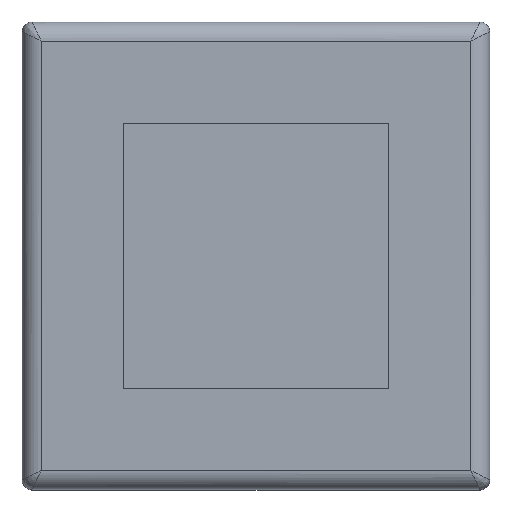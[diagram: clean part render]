
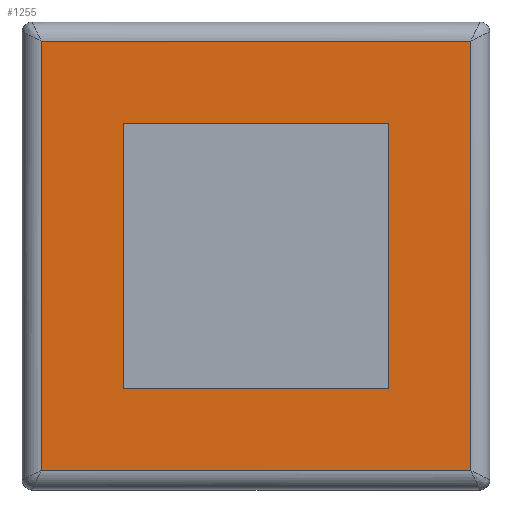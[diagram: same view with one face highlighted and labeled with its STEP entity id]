
A CAD part, top view. The second image highlights one B-rep face of the part: STEP entity #1255.
In plain terms, the highlighted planar face has unit normal (0, 0, 1).
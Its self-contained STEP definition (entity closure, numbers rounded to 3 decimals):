
#15=FACE_BOUND('',#161,.T.);
#86=FACE_OUTER_BOUND('',#160,.T.);
#160=EDGE_LOOP('',(#879,#880,#881,#882));
#161=EDGE_LOOP('',(#883,#884,#885,#886));
#224=LINE('',#1802,#373);
#227=LINE('',#1807,#376);
#229=LINE('',#1811,#378);
#231=LINE('',#1814,#380);
#232=LINE('',#1940,#381);
#235=LINE('',#1944,#384);
#237=LINE('',#1947,#386);
#239=LINE('',#1950,#388);
#373=VECTOR('',#1440,10.);
#376=VECTOR('',#1445,10.);
#378=VECTOR('',#1449,10.);
#380=VECTOR('',#1453,10.);
#381=VECTOR('',#1480,10.);
#384=VECTOR('',#1485,10.);
#386=VECTOR('',#1489,10.);
#388=VECTOR('',#1493,10.);
#522=VERTEX_POINT('',#1800);
#523=VERTEX_POINT('',#1801);
#524=VERTEX_POINT('',#1806);
#525=VERTEX_POINT('',#1810);
#528=VERTEX_POINT('',#1843);
#531=VERTEX_POINT('',#1874);
#534=VERTEX_POINT('',#1905);
#537=VERTEX_POINT('',#1936);
#636=EDGE_CURVE('',#522,#523,#224,.T.);
#639=EDGE_CURVE('',#524,#522,#227,.T.);
#641=EDGE_CURVE('',#525,#524,#229,.T.);
#643=EDGE_CURVE('',#523,#525,#231,.T.);
#656=EDGE_CURVE('',#528,#537,#232,.T.);
#659=EDGE_CURVE('',#537,#534,#235,.T.);
#661=EDGE_CURVE('',#534,#531,#237,.T.);
#663=EDGE_CURVE('',#531,#528,#239,.T.);
#879=ORIENTED_EDGE('',*,*,#656,.F.);
#880=ORIENTED_EDGE('',*,*,#663,.F.);
#881=ORIENTED_EDGE('',*,*,#661,.F.);
#882=ORIENTED_EDGE('',*,*,#659,.F.);
#883=ORIENTED_EDGE('',*,*,#636,.T.);
#884=ORIENTED_EDGE('',*,*,#643,.T.);
#885=ORIENTED_EDGE('',*,*,#641,.T.);
#886=ORIENTED_EDGE('',*,*,#639,.T.);
#1188=PLANE('',#1353);
#1255=ADVANCED_FACE('',(#86,#15),#1188,.T.);
#1353=AXIS2_PLACEMENT_3D('',#1969,#1513,#1514);
#1440=DIRECTION('',(-1.,0.,0.));
#1445=DIRECTION('',(0.,-1.,0.));
#1449=DIRECTION('',(1.,0.,0.));
#1453=DIRECTION('',(0.,1.,0.));
#1480=DIRECTION('',(0.,1.,0.));
#1485=DIRECTION('',(1.,0.,0.));
#1489=DIRECTION('',(0.,-1.,0.));
#1493=DIRECTION('',(-1.,0.,0.));
#1513=DIRECTION('center_axis',(0.,0.,1.));
#1514=DIRECTION('ref_axis',(1.,0.,0.));
#1800=CARTESIAN_POINT('',(5.5,-5.5,10.));
#1801=CARTESIAN_POINT('',(-5.5,-5.5,10.));
#1802=CARTESIAN_POINT('',(2.75,-5.5,10.));
#1806=CARTESIAN_POINT('',(5.5,5.5,10.));
#1807=CARTESIAN_POINT('',(5.5,2.75,10.));
#1810=CARTESIAN_POINT('',(-5.5,5.5,10.));
#1811=CARTESIAN_POINT('',(-2.75,5.5,10.));
#1814=CARTESIAN_POINT('',(-5.5,-2.75,10.));
#1843=CARTESIAN_POINT('',(-8.9,-8.9,10.));
#1874=CARTESIAN_POINT('',(8.9,-8.9,10.));
#1905=CARTESIAN_POINT('',(8.9,8.9,10.));
#1936=CARTESIAN_POINT('',(-8.9,8.9,10.));
#1940=CARTESIAN_POINT('',(-8.9,4.85,10.));
#1944=CARTESIAN_POINT('',(4.85,8.9,10.));
#1947=CARTESIAN_POINT('',(8.9,-4.85,10.));
#1950=CARTESIAN_POINT('',(-4.85,-8.9,10.));
#1969=CARTESIAN_POINT('Origin',(0.,0.,
10.));
